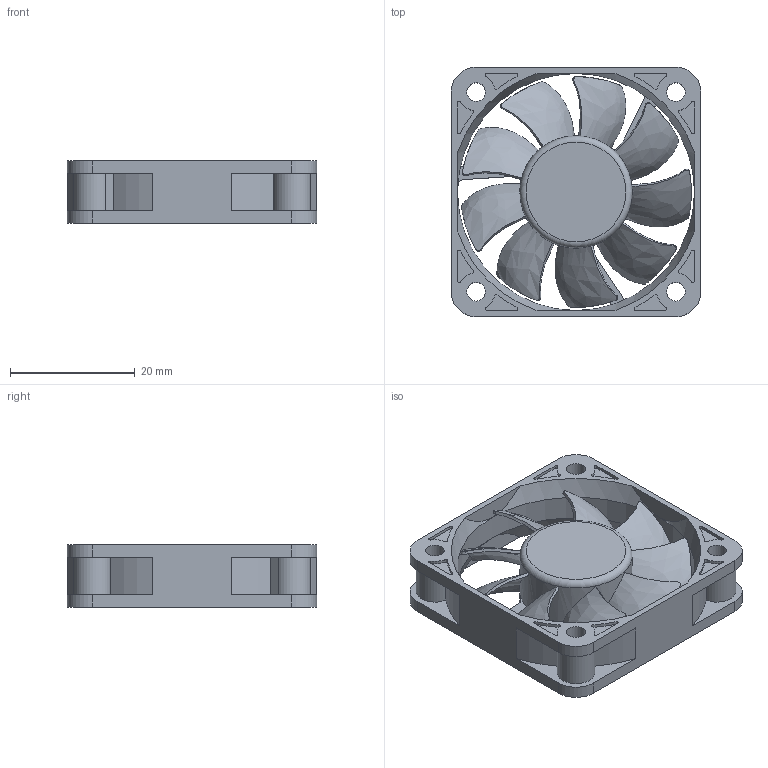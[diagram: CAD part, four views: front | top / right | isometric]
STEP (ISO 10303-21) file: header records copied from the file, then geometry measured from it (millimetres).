
FILE_DESCRIPTION(/* description */ (''),/* implementation_level */ '2;1');
FILE_NAME(/* name */ '40mm_Fan.step',/* time_stamp */ '2022-05-21T12:28:27+02:00',/* author */ (''),/* organization */ (''),/* preprocessor_version */ 'ST-DEVELOPER v18.1',/* originating_system */ 'Autodesk Translation Framework v10.14.0.1471',/* authorisation */ '');
FILE_SCHEMA (('AUTOMOTIVE_DESIGN { 1 0 10303 214 3 1 1 }'));
Length unit declared in the file: millimetre
Products named in the file (1): 40mmFan
Bounding box: 40 x 40 x 10 mm (x, y, z)
Volume: 5980 mm3; surface area: 7830.3 mm2
Topology: 2 solids, 2 shells, 260 faces, 697 edges, 455 vertices
Faces by surface type: cylinder 127, plane 66, bspline 58, cone 8, torus 1
Full cylindrical faces by diameter (mm): 3 x4, 18 x1, 38 x1
Entity records: 11934 total; most frequent: CARTESIAN_POINT 5733, ORIENTED_EDGE 1394, DIRECTION 1167, EDGE_CURVE 697, AXIS2_PLACEMENT_3D 466, VERTEX_POINT 455, EDGE_LOOP 288, CIRCLE 263
